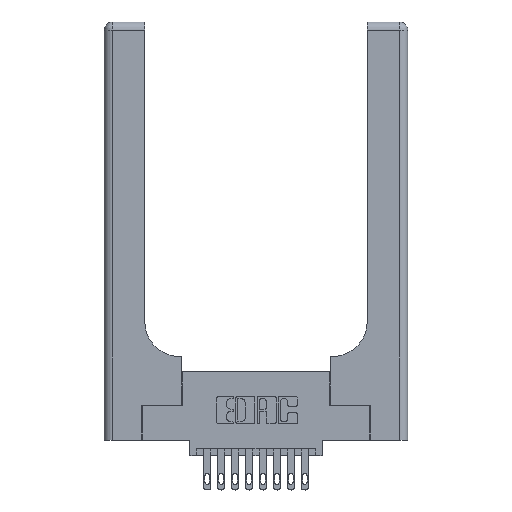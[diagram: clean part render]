
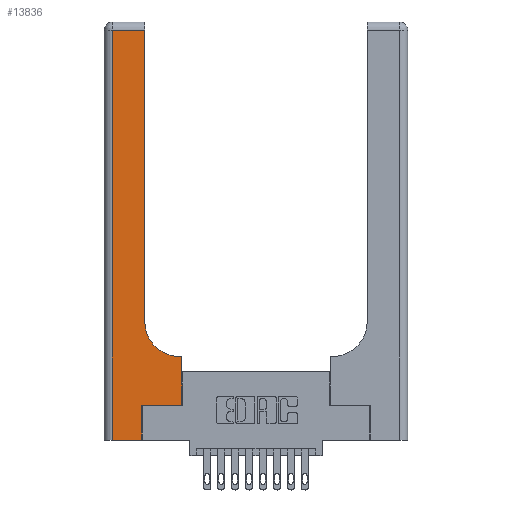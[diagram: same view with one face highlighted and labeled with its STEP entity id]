
A CAD part, top view. The second image highlights one B-rep face of the part: STEP entity #13836.
In plain terms, the highlighted planar face has unit normal (0, 0, 1).
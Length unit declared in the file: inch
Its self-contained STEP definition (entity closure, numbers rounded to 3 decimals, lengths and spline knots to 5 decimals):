
#840 = LINE ( 'NONE', #13772, #3950 ) ;
#983 = VERTEX_POINT ( 'NONE', #4553 ) ;
#1218 = EDGE_LOOP ( 'NONE', ( #13963, #7186, #11386, #2958, #7995, #10005, #14593, #4687, #5730 ) ) ;
#1563 = CARTESIAN_POINT ( 'NONE',  ( 0.5415, 0.85, 0.37 ) ) ;
#1592 = LINE ( 'NONE', #12165, #2763 ) ;
#1917 = CARTESIAN_POINT ( 'NONE',  ( 0.2915, 0.6, 0.37 ) ) ;
#2129 = VECTOR ( 'NONE', #5845, 39.37008 ) ;
#2134 = EDGE_CURVE ( 'NONE', #13021, #12901, #10400, .T. ) ;
#2586 = DIRECTION ( 'NONE',  ( 0., -1., 0. ) ) ;
#2763 = VECTOR ( 'NONE', #4716, 39.37008 ) ;
#2776 = DIRECTION ( 'NONE',  ( 0., 0., -1. ) ) ;
#2958 = ORIENTED_EDGE ( 'NONE', *, *, #2134, .T. ) ;
#3793 = EDGE_CURVE ( 'NONE', #3929, #983, #14100, .T. ) ;
#3844 = CIRCLE ( 'NONE', #14768, 0.25 ) ;
#3929 = VERTEX_POINT ( 'NONE', #7534 ) ;
#3950 = VECTOR ( 'NONE', #2586, 39.37008 ) ;
#4077 = PLANE ( 'NONE',  #6539 ) ;
#4157 = CARTESIAN_POINT ( 'NONE',  ( 0., 0., 0.37 ) ) ;
#4271 = DIRECTION ( 'NONE',  ( 1., 0., 0. ) ) ;
#4342 = LINE ( 'NONE', #8565, #15213 ) ;
#4439 = CARTESIAN_POINT ( 'NONE',  ( 0.2915, 0.85, 0.37 ) ) ;
#4553 = CARTESIAN_POINT ( 'NONE',  ( 0.5415, 0.6, 0.37 ) ) ;
#4687 = ORIENTED_EDGE ( 'NONE', *, *, #3793, .T. ) ;
#4716 = DIRECTION ( 'NONE',  ( 0., 1., 0. ) ) ;
#5275 = CARTESIAN_POINT ( 'NONE',  ( 0.269, 0., 0.37 ) ) ;
#5466 = EDGE_CURVE ( 'NONE', #12901, #13919, #4342, .T. ) ;
#5508 = EDGE_CURVE ( 'NONE', #6337, #13021, #840, .T. ) ;
#5730 = ORIENTED_EDGE ( 'NONE', *, *, #14533, .T. ) ;
#5845 = DIRECTION ( 'NONE',  ( 1., 0., 0. ) ) ;
#5977 = DIRECTION ( 'NONE',  ( -1., 0., 0. ) ) ;
#6006 = LINE ( 'NONE', #11044, #13416 ) ;
#6337 = VERTEX_POINT ( 'NONE', #14486 ) ;
#6539 = AXIS2_PLACEMENT_3D ( 'NONE', #7611, #2776, #7828 ) ;
#6542 = DIRECTION ( 'NONE',  ( 1., 0., 0. ) ) ;
#6609 = DIRECTION ( 'NONE',  ( 0., 0., -1. ) ) ;
#7186 = ORIENTED_EDGE ( 'NONE', *, *, #8392, .T. ) ;
#7374 = DIRECTION ( 'NONE',  ( 0., 1., 0. ) ) ;
#7534 = CARTESIAN_POINT ( 'NONE',  ( 0.5585, 0.6, 0.37 ) ) ;
#7611 = CARTESIAN_POINT ( 'NONE',  ( 0., 3., 0.37 ) ) ;
#7828 = DIRECTION ( 'NONE',  ( -1., 0., 0. ) ) ;
#7861 = VERTEX_POINT ( 'NONE', #8054 ) ;
#7995 = ORIENTED_EDGE ( 'NONE', *, *, #5466, .T. ) ;
#8054 = CARTESIAN_POINT ( 'NONE',  ( 0.2915, 2.94, 0.37 ) ) ;
#8392 = EDGE_CURVE ( 'NONE', #7861, #6337, #6006, .T. ) ;
#8565 = CARTESIAN_POINT ( 'NONE',  ( 0.269, 0., 0.37 ) ) ;
#8928 = VERTEX_POINT ( 'NONE', #10218 ) ;
#8929 = CARTESIAN_POINT ( 'NONE',  ( 0.269, 0.25, 0.37 ) ) ;
#10005 = ORIENTED_EDGE ( 'NONE', *, *, #13255, .T. ) ;
#10218 = CARTESIAN_POINT ( 'NONE',  ( 0.5585, 0.25, 0.37 ) ) ;
#10348 = CARTESIAN_POINT ( 'NONE',  ( 0.06, 0., 0.37 ) ) ;
#10400 = LINE ( 'NONE', #4157, #11984 ) ;
#11044 = CARTESIAN_POINT ( 'NONE',  ( 0., 2.94, 0.37 ) ) ;
#11386 = ORIENTED_EDGE ( 'NONE', *, *, #5508, .T. ) ;
#11571 = VECTOR ( 'NONE', #15562, 39.37008 ) ;
#11880 = CARTESIAN_POINT ( 'NONE',  ( 0.5585, 0.25, 0.37 ) ) ;
#11984 = VECTOR ( 'NONE', #4271, 39.37008 ) ;
#12060 = EDGE_CURVE ( 'NONE', #14663, #7861, #1592, .T. ) ;
#12165 = CARTESIAN_POINT ( 'NONE',  ( 0.2915, 3., 0.37 ) ) ;
#12901 = VERTEX_POINT ( 'NONE', #5275 ) ;
#13021 = VERTEX_POINT ( 'NONE', #10348 ) ;
#13133 = EDGE_CURVE ( 'NONE', #8928, #3929, #14176, .T. ) ;
#13216 = FACE_OUTER_BOUND ( 'NONE', #1218, .T. ) ;
#13255 = EDGE_CURVE ( 'NONE', #13919, #8928, #13979, .T. ) ;
#13416 = VECTOR ( 'NONE', #5977, 39.37008 ) ;
#13772 = CARTESIAN_POINT ( 'NONE',  ( 0.06, 3., 0.37 ) ) ;
#13836 = ADVANCED_FACE ( 'NONE', ( #13216 ), #4077, .F. ) ;
#13919 = VERTEX_POINT ( 'NONE', #8929 ) ;
#13963 = ORIENTED_EDGE ( 'NONE', *, *, #12060, .T. ) ;
#13979 = LINE ( 'NONE', #15886, #2129 ) ;
#14100 = LINE ( 'NONE', #1917, #11571 ) ;
#14176 = LINE ( 'NONE', #11880, #14589 ) ;
#14200 = DIRECTION ( 'NONE',  ( 0., 1., 0. ) ) ;
#14486 = CARTESIAN_POINT ( 'NONE',  ( 0.06, 2.94, 0.37 ) ) ;
#14533 = EDGE_CURVE ( 'NONE', #983, #14663, #3844, .T. ) ;
#14589 = VECTOR ( 'NONE', #14200, 39.37008 ) ;
#14593 = ORIENTED_EDGE ( 'NONE', *, *, #13133, .T. ) ;
#14663 = VERTEX_POINT ( 'NONE', #4439 ) ;
#14768 = AXIS2_PLACEMENT_3D ( 'NONE', #1563, #6609, #6542 ) ;
#15213 = VECTOR ( 'NONE', #7374, 39.37008 ) ;
#15562 = DIRECTION ( 'NONE',  ( -1., 0., 0. ) ) ;
#15886 = CARTESIAN_POINT ( 'NONE',  ( 0.269, 0.25, 0.37 ) ) ;
